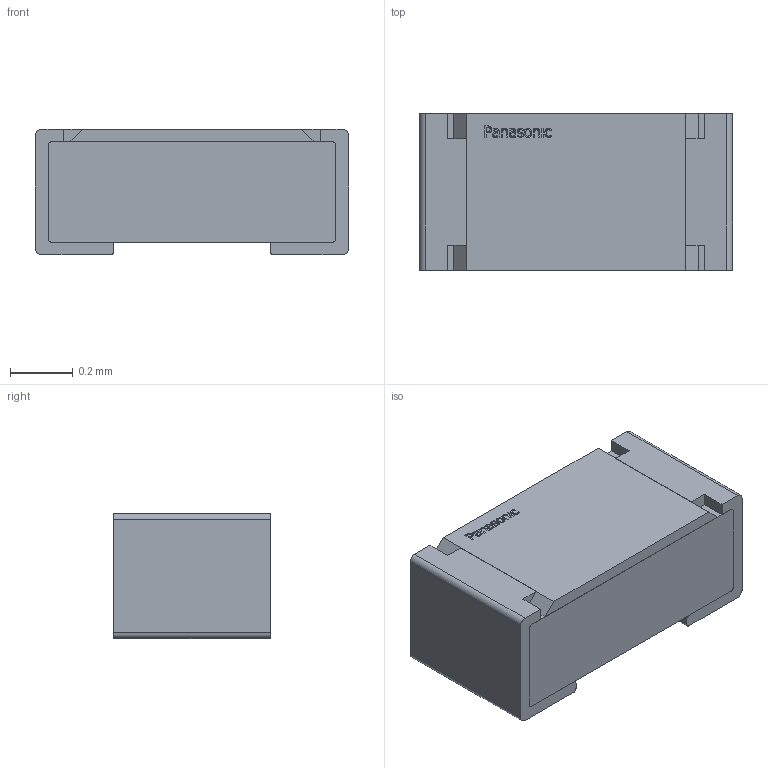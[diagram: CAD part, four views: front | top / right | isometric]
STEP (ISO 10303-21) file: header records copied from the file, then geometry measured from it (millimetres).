
FILE_DESCRIPTION(/* description */ (''),/* implementation_level */ '2;1');
FILE_NAME(/* name */ '1.stp',/* time_stamp */ '2020-01-28T09:35:57+02:00',/* author */ ('Karem'),/* organization */ (''),/* preprocessor_version */ 'ST-DEVELOPER v15.6',/* originating_system */ 'Autodesk Inventor 2015',/* authorisation */ '');
FILE_SCHEMA (('AUTOMOTIVE_DESIGN { 1 0 10303 214 3 1 1 }'));
Length unit declared in the file: millimetre
Products named in the file (5): 1; 2; 3; 4
Bounding box: 1 x 0.5 x 0.4 mm (x, y, z)
Volume: 0.2 mm3; surface area: 4.3 mm2
Topology: 13 solids, 13 shells, 205 faces, 537 edges, 358 vertices
Faces by surface type: plane 102, bspline 87, cylinder 16
Entity records: 6860 total; most frequent: CARTESIAN_POINT 2240, ORIENTED_EDGE 1074, DIRECTION 649, EDGE_CURVE 537, VERTEX_POINT 358, LINE 331, VECTOR 331, EDGE_LOOP 213
